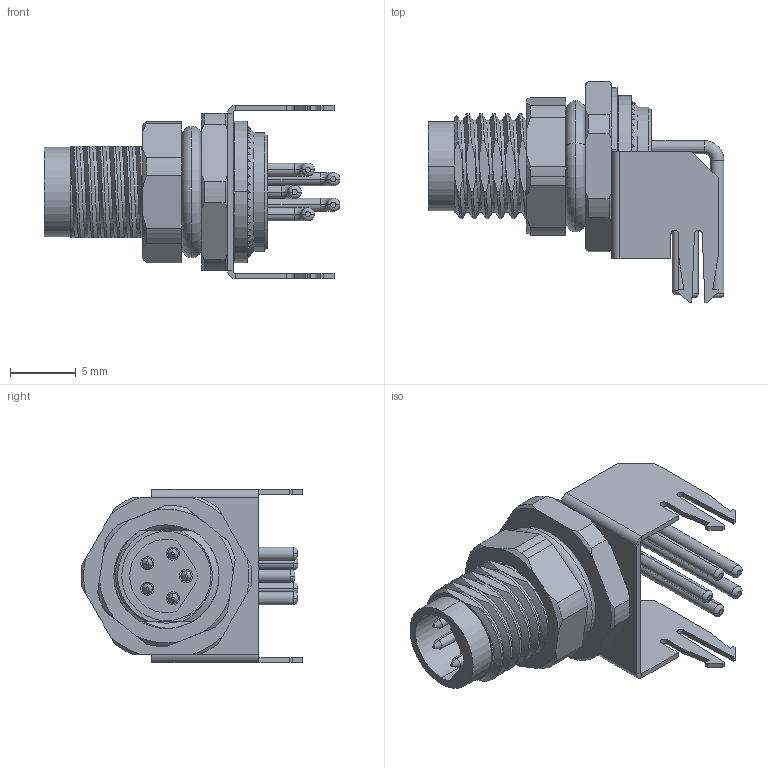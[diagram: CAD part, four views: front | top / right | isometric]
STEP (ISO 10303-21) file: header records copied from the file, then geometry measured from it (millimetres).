
FILE_DESCRIPTION (( 'STEP AP203' ), '1' );
FILE_NAME ('54-00312.STEP', '2024-09-10T21:52:03', ( '' ), ( '' ), 'SwSTEP 2.0', 'SolidWorks 2021', '' );
FILE_SCHEMA (( 'CONFIG_CONTROL_DESIGN' ));
Length unit declared in the file: millimetre
Products named in the file (9): 54-00312-03; 54-00312-07; 54-00312; 54-00312-08; 54-00312-10___; 54-00312-04___; 54-00312-05___; 54-00312-09; 54-00312-01___
Assembly tree (10 placements, depth 2):
  54-00312
    54-00312-01___
    54-00312-10___
    54-00312-03  x2
    54-00312-04___
    54-00312-05___
    54-00312-07
    54-00312-08  x2
    54-00312-09
Bounding box: 22.55 x 16.89 x 13.2 mm (x, y, z)
Volume: 1111.5 mm3; surface area: 3116.9 mm2
Topology: 10 solids, 10 shells, 963 faces, 2413 edges, 1500 vertices
Faces by surface type: plane 536, cylinder 296, torus 48, cone 44, bspline 39
Entity records: 36216 total; most frequent: CARTESIAN_POINT 17512, ORIENTED_EDGE 3810, DIRECTION 3620, EDGE_CURVE 1905, AXIS2_PLACEMENT_3D 1307, VERTEX_POINT 1196, VECTOR 1006, LINE 1006
